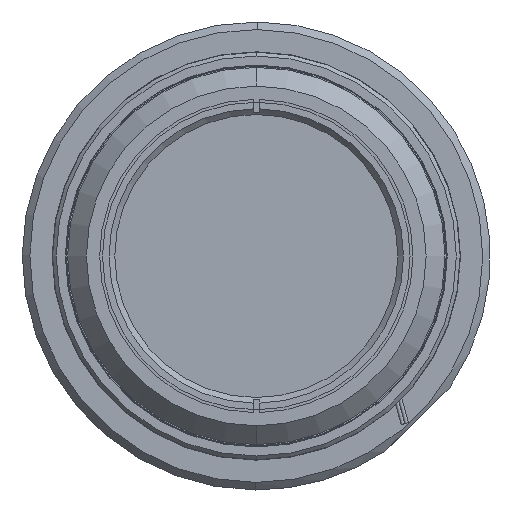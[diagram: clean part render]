
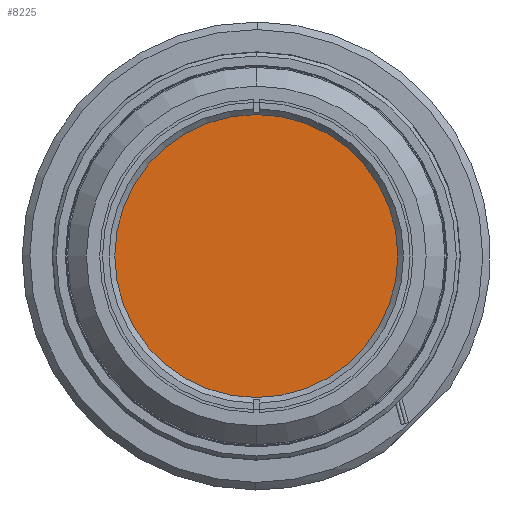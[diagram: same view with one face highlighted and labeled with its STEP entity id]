
A CAD part, left-side view. The second image highlights one B-rep face of the part: STEP entity #8225.
In plain terms, the highlighted planar face has unit normal (-1, 0, 0).
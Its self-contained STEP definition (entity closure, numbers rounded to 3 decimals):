
#124 = AXIS2_PLACEMENT_3D ( 'NONE', #16614, #7469, #18146 ) ;
#478 = EDGE_CURVE ( 'NONE', #16095, #7805, #19470, .T. ) ;
#1503 = DIRECTION ( 'NONE',  ( -1., 0., 0. ) ) ;
#4238 = EDGE_CURVE ( 'NONE', #7805, #16095, #16104, .T. ) ;
#4339 = PLANE ( 'NONE',  #124 ) ;
#6506 = AXIS2_PLACEMENT_3D ( 'NONE', #7995, #7936, #7867 ) ;
#7469 = DIRECTION ( 'NONE',  ( -1., 0., 0. ) ) ;
#7805 = VERTEX_POINT ( 'NONE', #15478 ) ;
#7867 = DIRECTION ( 'NONE',  ( 0., 0., 1. ) ) ;
#7936 = DIRECTION ( 'NONE',  ( -1., 0., 0. ) ) ;
#7995 = CARTESIAN_POINT ( 'NONE',  ( -134.989, 0., 0. ) ) ;
#8225 = ADVANCED_FACE ( 'NONE', ( #17739 ), #4339, .T. ) ;
#9709 = ORIENTED_EDGE ( 'NONE', *, *, #4238, .T. ) ;
#10618 = CARTESIAN_POINT ( 'NONE',  ( -134.989, 0., 0. ) ) ;
#12173 = DIRECTION ( 'NONE',  ( 0., 0., 1. ) ) ;
#13326 = CARTESIAN_POINT ( 'NONE',  ( -134.989, 0., 39.3 ) ) ;
#15156 = AXIS2_PLACEMENT_3D ( 'NONE', #10618, #1503, #12173 ) ;
#15478 = CARTESIAN_POINT ( 'NONE',  ( -134.989, 0., -39.3 ) ) ;
#16095 = VERTEX_POINT ( 'NONE', #13326 ) ;
#16104 = CIRCLE ( 'NONE', #15156, 39.3 ) ;
#16614 = CARTESIAN_POINT ( 'NONE',  ( -134.989, 39.5, 0. ) ) ;
#17739 = FACE_OUTER_BOUND ( 'NONE', #18624, .T. ) ;
#18146 = DIRECTION ( 'NONE',  ( 0., 0., 1. ) ) ;
#18624 = EDGE_LOOP ( 'NONE', ( #19262, #9709 ) ) ;
#19262 = ORIENTED_EDGE ( 'NONE', *, *, #478, .T. ) ;
#19470 = CIRCLE ( 'NONE', #6506, 39.3 ) ;
